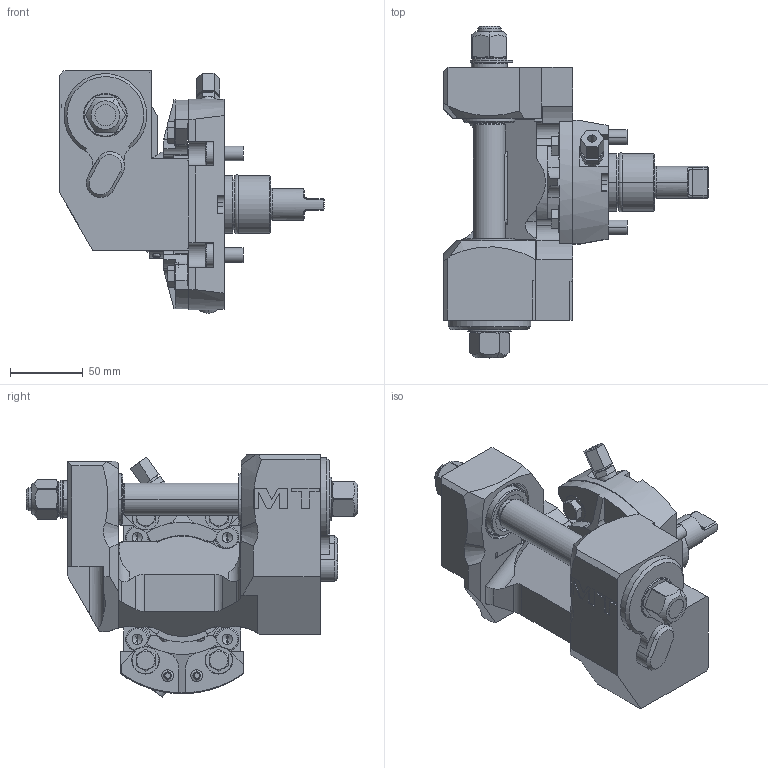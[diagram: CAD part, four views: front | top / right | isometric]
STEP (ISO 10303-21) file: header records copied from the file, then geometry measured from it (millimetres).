
FILE_DESCRIPTION((''),'2;1');
FILE_NAME('MNZ0201100_CONF','2023-02-22T15:55:42',('sterribile'),('M.T. srl'),'CREO PARAMETRIC BY PTC INC, 2021072','CREO PARAMETRIC BY PTC INC, 2021072','');
FILE_SCHEMA(('CONFIG_CONTROL_DESIGN'));
Length unit declared in the file: millimetre
Products named in the file (1): MNZ0201100_CONF
Bounding box: 182.22 x 228.5 x 166.82 mm (x, y, z)
Volume: 1373555 mm3; surface area: 158656.6 mm2
Topology: 1 solids, 1 shells, 761 faces, 1976 edges, 1258 vertices
Faces by surface type: plane 345, cylinder 279, cone 95, torus 24, bspline 12, sphere 4, extrusion 2
Entity records: 26508 total; most frequent: CARTESIAN_POINT 7640, DIRECTION 4027, ORIENTED_EDGE 3892, EDGE_CURVE 1946, AXIS2_PLACEMENT_3D 1506, VERTEX_POINT 1258, VECTOR 1015, LINE 1013
